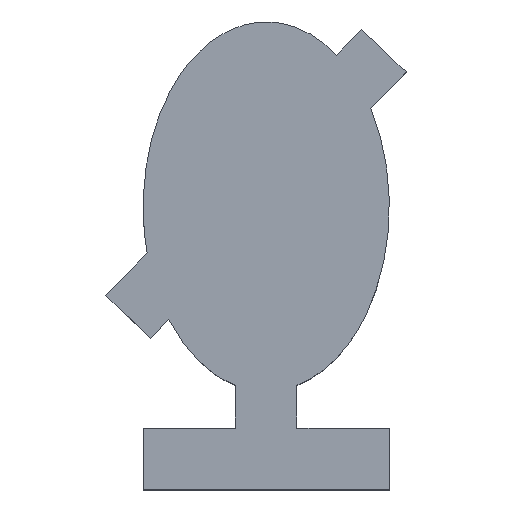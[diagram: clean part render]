
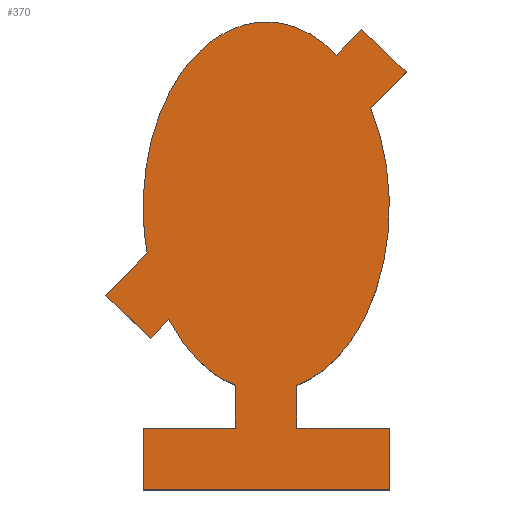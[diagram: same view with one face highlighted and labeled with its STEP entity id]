
A CAD part, top view. The second image highlights one B-rep face of the part: STEP entity #370.
In plain terms, the highlighted planar face has unit normal (0, 0, 1).
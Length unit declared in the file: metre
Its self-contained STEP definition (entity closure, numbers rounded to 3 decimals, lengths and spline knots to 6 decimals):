
#13=ELLIPSE('',#393,0.003,0.002);
#15=ELLIPSE('',#402,0.003,0.002);
#17=ELLIPSE('',#407,0.003,0.002);
#23=LINE('',#517,#65);
#27=LINE('',#525,#69);
#30=LINE('',#531,#72);
#34=LINE('',#550,#76);
#37=LINE('',#556,#79);
#40=LINE('',#562,#82);
#43=LINE('',#568,#85);
#46=LINE('',#574,#88);
#49=LINE('',#580,#91);
#52=LINE('',#586,#94);
#56=LINE('',#607,#98);
#59=LINE('',#613,#101);
#62=LINE('',#619,#104);
#65=VECTOR('',#424,1.);
#69=VECTOR('',#430,1.);
#72=VECTOR('',#435,1.);
#76=VECTOR('',#445,1.);
#79=VECTOR('',#450,1.);
#82=VECTOR('',#455,1.);
#85=VECTOR('',#460,1.);
#88=VECTOR('',#465,1.);
#91=VECTOR('',#470,1.);
#94=VECTOR('',#475,1.);
#98=VECTOR('',#485,1.);
#101=VECTOR('',#490,1.);
#104=VECTOR('',#495,1.);
#119=PLANE('',#408);
#188=ORIENTED_EDGE('',*,*,#225,.F.);
#189=ORIENTED_EDGE('',*,*,#229,.T.);
#190=ORIENTED_EDGE('',*,*,#232,.T.);
#191=ORIENTED_EDGE('',*,*,#235,.T.);
#192=ORIENTED_EDGE('',*,*,#238,.T.);
#193=ORIENTED_EDGE('',*,*,#241,.F.);
#194=ORIENTED_EDGE('',*,*,#244,.T.);
#195=ORIENTED_EDGE('',*,*,#247,.T.);
#196=ORIENTED_EDGE('',*,*,#250,.F.);
#197=ORIENTED_EDGE('',*,*,#253,.F.);
#198=ORIENTED_EDGE('',*,*,#256,.F.);
#199=ORIENTED_EDGE('',*,*,#259,.T.);
#200=ORIENTED_EDGE('',*,*,#262,.T.);
#201=ORIENTED_EDGE('',*,*,#265,.F.);
#202=ORIENTED_EDGE('',*,*,#268,.F.);
#203=ORIENTED_EDGE('',*,*,#270,.T.);
#225=EDGE_CURVE('',#275,#276,#23,.T.);
#229=EDGE_CURVE('',#275,#278,#27,.T.);
#232=EDGE_CURVE('',#278,#280,#30,.T.);
#235=EDGE_CURVE('',#280,#282,#13,.T.);
#238=EDGE_CURVE('',#282,#284,#34,.T.);
#241=EDGE_CURVE('',#286,#284,#37,.T.);
#244=EDGE_CURVE('',#286,#288,#40,.T.);
#247=EDGE_CURVE('',#288,#290,#43,.T.);
#250=EDGE_CURVE('',#292,#290,#46,.T.);
#253=EDGE_CURVE('',#294,#292,#49,.T.);
#256=EDGE_CURVE('',#296,#294,#52,.T.);
#259=EDGE_CURVE('',#296,#298,#15,.T.);
#262=EDGE_CURVE('',#298,#300,#56,.T.);
#265=EDGE_CURVE('',#302,#300,#59,.T.);
#268=EDGE_CURVE('',#304,#302,#62,.T.);
#270=EDGE_CURVE('',#304,#276,#17,.T.);
#275=VERTEX_POINT('',#516);
#276=VERTEX_POINT('',#518);
#278=VERTEX_POINT('',#524);
#280=VERTEX_POINT('',#530);
#282=VERTEX_POINT('',#543);
#284=VERTEX_POINT('',#549);
#286=VERTEX_POINT('',#555);
#288=VERTEX_POINT('',#561);
#290=VERTEX_POINT('',#567);
#292=VERTEX_POINT('',#573);
#294=VERTEX_POINT('',#579);
#296=VERTEX_POINT('',#585);
#298=VERTEX_POINT('',#600);
#300=VERTEX_POINT('',#606);
#302=VERTEX_POINT('',#612);
#304=VERTEX_POINT('',#618);
#326=EDGE_LOOP('',(#188,#189,#190,#191,#192,#193,#194,#195,#196,#197,#198,
#199,#200,#201,#202,#203));
#348=FACE_BOUND('',#326,.T.);
#370=ADVANCED_FACE('',(#348),#119,.T.);
#393=AXIS2_PLACEMENT_3D('',#544,#439,#440);
#402=AXIS2_PLACEMENT_3D('',#601,#479,#480);
#407=AXIS2_PLACEMENT_3D('',#635,#498,#499);
#408=AXIS2_PLACEMENT_3D('',#636,#500,#501);
#424=DIRECTION('',(0.693,0.721,0.));
#430=DIRECTION('',(0.721,-0.693,0.));
#435=DIRECTION('',(0.693,0.721,0.));
#439=DIRECTION('',(0.,0.,1.));
#440=DIRECTION('',(0.,1.,0.));
#445=DIRECTION('',(0.,-1.,0.));
#450=DIRECTION('',(1.,0.,0.));
#455=DIRECTION('',(0.,-1.,0.));
#460=DIRECTION('',(1.,0.,0.));
#465=DIRECTION('',(0.,-1.,0.));
#470=DIRECTION('',(1.,0.,0.));
#475=DIRECTION('',(0.,-1.,0.));
#479=DIRECTION('',(0.,0.,1.));
#480=DIRECTION('',(0.,1.,0.));
#485=DIRECTION('',(0.693,0.721,0.));
#490=DIRECTION('',(0.721,-0.693,0.));
#495=DIRECTION('',(0.693,0.721,0.));
#498=DIRECTION('',(0.,0.,1.));
#499=DIRECTION('',(0.,1.,0.));
#500=DIRECTION('',(0.,0.,1.));
#501=DIRECTION('',(1.,0.,0.));
#516=CARTESIAN_POINT('',(-0.041869,0.03116,0.0026));
#517=CARTESIAN_POINT('',(-0.041534,0.031509,0.0026));
#518=CARTESIAN_POINT('',(-0.041199,0.031857,0.0026));
#524=CARTESIAN_POINT('',(-0.041147,0.030467,0.0026));
#525=CARTESIAN_POINT('',(-0.041508,0.030814,0.0026));
#530=CARTESIAN_POINT('',(-0.040848,0.030779,0.0026));
#531=CARTESIAN_POINT('',(-0.040998,0.030623,0.0026));
#543=CARTESIAN_POINT('',(-0.039765,0.029704,0.0026));
#544=CARTESIAN_POINT('',(-0.039263,0.032608,0.0026));
#549=CARTESIAN_POINT('',(-0.039765,0.029006,0.0026));
#550=CARTESIAN_POINT('',(-0.039765,0.029355,0.0026));
#555=CARTESIAN_POINT('',(-0.041265,0.029006,0.0026));
#556=CARTESIAN_POINT('',(-0.040515,0.029006,0.0026));
#561=CARTESIAN_POINT('',(-0.041265,0.028006,0.0026));
#562=CARTESIAN_POINT('',(-0.041265,0.028506,0.0026));
#567=CARTESIAN_POINT('',(-0.037265,0.028006,0.0026));
#568=CARTESIAN_POINT('',(-0.039265,0.028006,0.0026));
#573=CARTESIAN_POINT('',(-0.037265,0.029006,0.0026));
#574=CARTESIAN_POINT('',(-0.037265,0.028506,0.0026));
#579=CARTESIAN_POINT('',(-0.038765,0.029006,0.0026));
#580=CARTESIAN_POINT('',(-0.038015,0.029006,0.0026));
#585=CARTESIAN_POINT('',(-0.038765,0.029703,0.0026));
#586=CARTESIAN_POINT('',(-0.038765,0.029354,0.0026));
#600=CARTESIAN_POINT('',(-0.037567,0.034197,0.0026));
#601=CARTESIAN_POINT('',(-0.039263,0.032608,0.0026));
#606=CARTESIAN_POINT('',(-0.036992,0.034796,0.0026));
#607=CARTESIAN_POINT('',(-0.037279,0.034496,0.0026));
#612=CARTESIAN_POINT('',(-0.037713,0.035488,0.0026));
#613=CARTESIAN_POINT('',(-0.037353,0.035142,0.0026));
#618=CARTESIAN_POINT('',(-0.038117,0.035067,0.0026));
#619=CARTESIAN_POINT('',(-0.037915,0.035278,0.0026));
#635=CARTESIAN_POINT('',(-0.039263,0.032608,0.0026));
#636=CARTESIAN_POINT('',(-0.03943,0.031807,0.0026));
